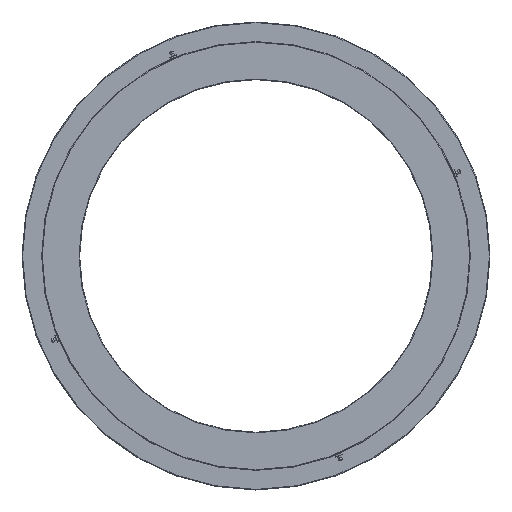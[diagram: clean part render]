
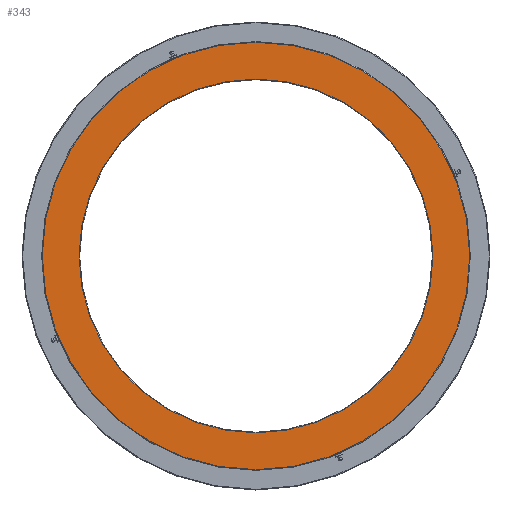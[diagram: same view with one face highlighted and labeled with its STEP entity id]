
A CAD part, top view. The second image highlights one B-rep face of the part: STEP entity #343.
In plain terms, the highlighted planar face has unit normal (0, 0, 1).
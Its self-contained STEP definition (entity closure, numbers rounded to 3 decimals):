
#343 = ADVANCED_FACE ( 'NONE', ( #545, #950 ), #2092, .F. ) ;
#545 = FACE_OUTER_BOUND ( 'NONE', #2420, .T. ) ;
#833 = CARTESIAN_POINT ( 'NONE',  ( 0., 0., 26. ) ) ;
#933 = DIRECTION ( 'NONE',  ( 0., 0., -1. ) ) ;
#950 = FACE_BOUND ( 'NONE', #3598, .T. ) ;
#951 = CARTESIAN_POINT ( 'NONE',  ( -282.5, 0., 26. ) ) ;
#1424 = VERTEX_POINT ( 'NONE', #2723 ) ;
#1652 = AXIS2_PLACEMENT_3D ( 'NONE', #951, #933, #2120 ) ;
#1937 = DIRECTION ( 'NONE',  ( 0., 0., 1. ) ) ;
#1961 = DIRECTION ( 'NONE',  ( -1., 0., 0. ) ) ;
#1974 = CARTESIAN_POINT ( 'NONE',  ( -342.5, 0., 26. ) ) ;
#2008 = ORIENTED_EDGE ( 'NONE', *, *, #3539, .T. ) ;
#2063 = CIRCLE ( 'NONE', #3240, 283.5 ) ;
#2092 = PLANE ( 'NONE',  #1652 ) ;
#2120 = DIRECTION ( 'NONE',  ( -1., 0., 0. ) ) ;
#2420 = EDGE_LOOP ( 'NONE', ( #2008 ) ) ;
#2604 = VERTEX_POINT ( 'NONE', #1974 ) ;
#2689 = ORIENTED_EDGE ( 'NONE', *, *, #3639, .T. ) ;
#2723 = CARTESIAN_POINT ( 'NONE',  ( -283.5, 0., 26. ) ) ;
#2812 = CARTESIAN_POINT ( 'NONE',  ( 0., 0., 26. ) ) ;
#2904 = DIRECTION ( 'NONE',  ( -1., 0., 0. ) ) ;
#2929 = AXIS2_PLACEMENT_3D ( 'NONE', #2812, #1937, #1961 ) ;
#3177 = DIRECTION ( 'NONE',  ( 0., 0., -1. ) ) ;
#3240 = AXIS2_PLACEMENT_3D ( 'NONE', #833, #3177, #2904 ) ;
#3419 = CIRCLE ( 'NONE', #2929, 342.5 ) ;
#3539 = EDGE_CURVE ( 'NONE', #2604, #2604, #3419, .T. ) ;
#3598 = EDGE_LOOP ( 'NONE', ( #2689 ) ) ;
#3639 = EDGE_CURVE ( 'NONE', #1424, #1424, #2063, .T. ) ;
